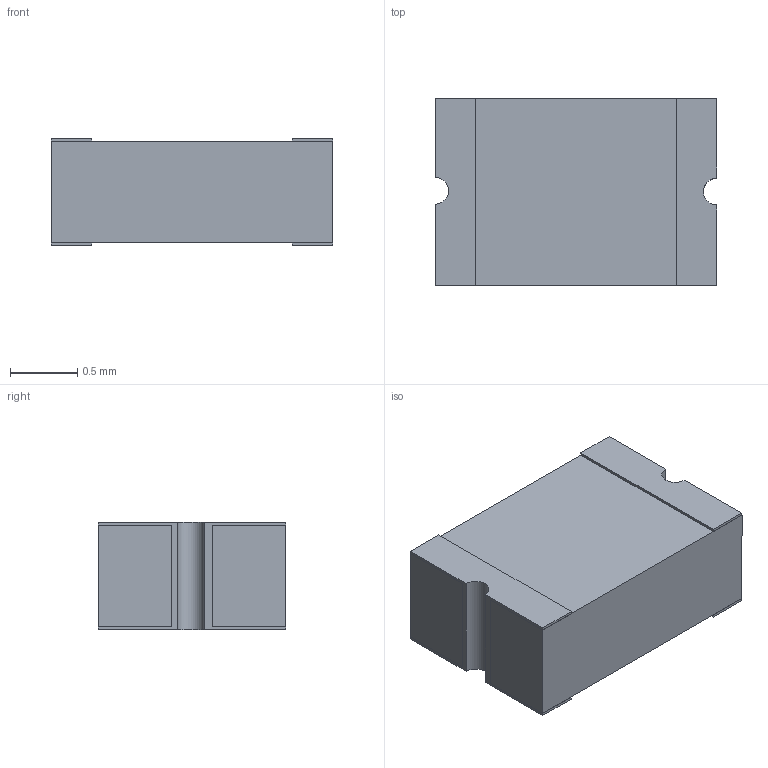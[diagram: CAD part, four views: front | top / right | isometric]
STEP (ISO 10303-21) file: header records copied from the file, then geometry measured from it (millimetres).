
FILE_DESCRIPTION(/* description */ (''),/* implementation_level */ '2;1');
FILE_NAME(/* name */ '3D_ASMD0805-050 v1.step',/* time_stamp */ '2022-03-26T19:29:21+08:00',/* author */ (''),/* organization */ (''),/* preprocessor_version */ 'ST-DEVELOPER v18.1',/* originating_system */ 'Autodesk Translation Framework v10.13.0.1454',/* authorisation */ '');
FILE_SCHEMA (('AUTOMOTIVE_DESIGN { 1 0 10303 214 3 1 1 }'));
Length unit declared in the file: millimetre
Products named in the file (4): 3D_ASMD0805-050; F1; F0805; SOLID
Assembly tree (3 placements, depth 4):
  3D_ASMD0805-050
    F1
      F0805
        SOLID
Bounding box: 2.1 x 1.4 x 0.8 mm (x, y, z)
Volume: 2.2 mm3; surface area: 11.6 mm2
Topology: 1 solids, 1 shells, 92 faces, 249 edges, 166 vertices
Faces by surface type: plane 72, bspline 14, cylinder 6
Entity records: 3775 total; most frequent: CARTESIAN_POINT 1396, ORIENTED_EDGE 498, DIRECTION 403, EDGE_CURVE 249, LINE 209, VECTOR 209, VERTEX_POINT 166, EDGE_LOOP 99
